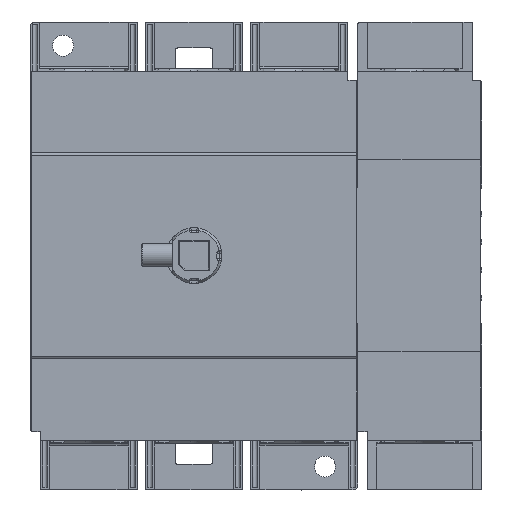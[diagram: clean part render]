
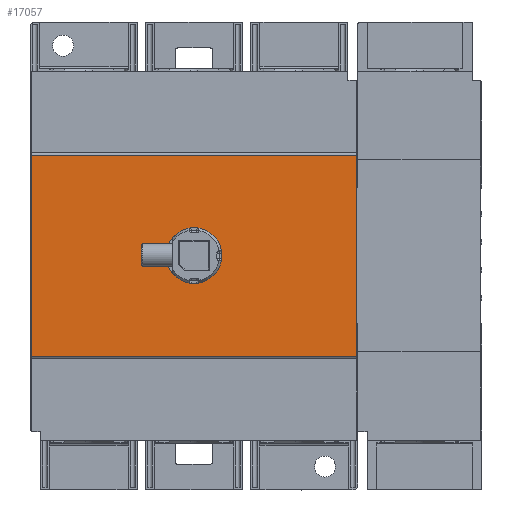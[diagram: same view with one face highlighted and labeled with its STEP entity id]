
A CAD part, top view. The second image highlights one B-rep face of the part: STEP entity #17057.
In plain terms, the highlighted planar face has unit normal (0, 0, 1).
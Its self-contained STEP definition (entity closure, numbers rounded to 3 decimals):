
#435=CARTESIAN_POINT('',(-0.951,2.055,54.894));
#436=DIRECTION('',(0.,0.,-1.));
#437=DIRECTION('',(-1.,0.,0.));
#438=AXIS2_PLACEMENT_3D('',#435,#436,#437);
#448=DIRECTION('',(0.,-1.,0.));
#449=VECTOR('',#448,43.);
#450=CARTESIAN_POINT('',(33.8,23.555,54.894));
#451=LINE('',#450,#449);
#452=DIRECTION('',(1.,0.,0.));
#453=VECTOR('',#452,69.5);
#454=CARTESIAN_POINT('',(-35.7,-19.445,54.894));
#455=LINE('',#454,#453);
#456=DIRECTION('',(0.,1.,0.));
#457=VECTOR('',#456,43.);
#458=CARTESIAN_POINT('',(-35.7,-19.445,54.894));
#459=LINE('',#458,#457);
#460=CARTESIAN_POINT('',(-0.951,2.055,54.894));
#461=DIRECTION('',(0.,0.,-1.));
#462=DIRECTION('',(1.,0.,0.));
#463=AXIS2_PLACEMENT_3D('',#460,#461,#462);
#11540=DIRECTION('',(1.,0.,0.));
#11541=VECTOR('',#11540,69.5);
#11542=CARTESIAN_POINT('',(-35.7,23.555,
54.894));
#11543=LINE('',#11542,#11541);
#15726=CARTESIAN_POINT('',(-35.7,23.555,
54.894));
#15728=VERTEX_POINT('',#15726);
#15731=CARTESIAN_POINT('',(-35.7,-19.445,
54.894));
#15733=VERTEX_POINT('',#15731);
#15734=CARTESIAN_POINT('',(33.8,23.555,54.894));
#15736=VERTEX_POINT('',#15734);
#15739=CARTESIAN_POINT('',(33.8,-19.445,
54.894));
#15741=VERTEX_POINT('',#15739);
#16327=CARTESIAN_POINT('',(-6.901,2.055,
54.894));
#16328=CARTESIAN_POINT('',(4.999,2.055,54.894));
#16329=VERTEX_POINT('',#16327);
#16330=VERTEX_POINT('',#16328);
#17037=CARTESIAN_POINT('',(-35.7,-19.445,
54.894));
#17038=DIRECTION('',(0.,0.,1.));
#17039=DIRECTION('',(0.,1.,0.));
#17040=AXIS2_PLACEMENT_3D('',#17037,#17038,#17039);
#17041=PLANE('',#17040);
#17043=ORIENTED_EDGE('',*,*,#17042,.T.);
#17045=ORIENTED_EDGE('',*,*,#17044,.F.);
#17047=ORIENTED_EDGE('',*,*,#17046,.T.);
#17049=ORIENTED_EDGE('',*,*,#17048,.T.);
#17050=EDGE_LOOP('',(#17043,#17045,#17047,#17049));
#17051=FACE_OUTER_BOUND('',#17050,.F.);
#17052=ORIENTED_EDGE('',*,*,#16989,.F.);
#17054=ORIENTED_EDGE('',*,*,#17053,.F.);
#17055=EDGE_LOOP('',(#17052,#17054));
#17056=FACE_BOUND('',#17055,.F.);
#439=CIRCLE('',#438,5.95);
#464=CIRCLE('',#463,5.95);
#16989=EDGE_CURVE('',#16329,#16330,#439,.T.);
#17042=EDGE_CURVE('',#15736,#15741,#451,.T.);
#17044=EDGE_CURVE('',#15733,#15741,#455,.T.);
#17046=EDGE_CURVE('',#15733,#15728,#459,.T.);
#17048=EDGE_CURVE('',#15728,#15736,#11543,.T.);
#17053=EDGE_CURVE('',#16330,#16329,#464,.T.);
#17057=ADVANCED_FACE('',(#17051,#17056),#17041,.T.);
